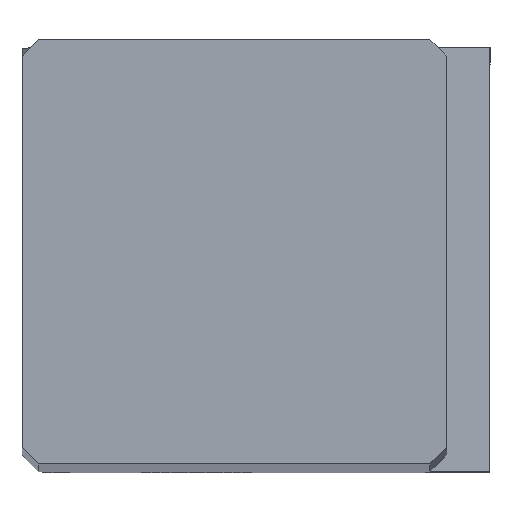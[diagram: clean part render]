
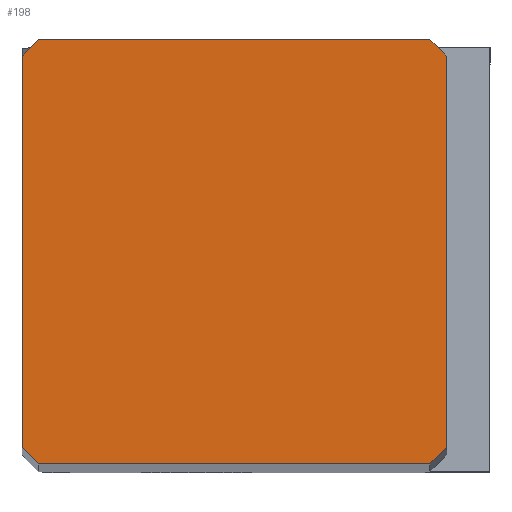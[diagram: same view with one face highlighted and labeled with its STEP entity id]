
A CAD part, top view. The second image highlights one B-rep face of the part: STEP entity #198.
In plain terms, the highlighted planar face has unit normal (0, 0, 1).
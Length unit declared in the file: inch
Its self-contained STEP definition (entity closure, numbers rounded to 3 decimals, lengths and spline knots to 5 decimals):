
#126=FACE_OUTER_BOUND('',#317,.T.);
#198=ADVANCED_FACE('',(#126),#262,.T.);
#262=PLANE('',#1587);
#317=EDGE_LOOP('',(#481,#482,#483,#484,#485,#486,#487,#488));
#481=ORIENTED_EDGE('',*,*,#981,.T.);
#482=ORIENTED_EDGE('',*,*,#982,.F.);
#483=ORIENTED_EDGE('',*,*,#983,.F.);
#484=ORIENTED_EDGE('',*,*,#984,.F.);
#485=ORIENTED_EDGE('',*,*,#980,.F.);
#486=ORIENTED_EDGE('',*,*,#970,.F.);
#487=ORIENTED_EDGE('',*,*,#966,.F.);
#488=ORIENTED_EDGE('',*,*,#985,.F.);
#815=VERTEX_POINT('',#2244);
#816=VERTEX_POINT('',#2246);
#819=VERTEX_POINT('',#2254);
#826=VERTEX_POINT('',#2272);
#827=VERTEX_POINT('',#2276);
#828=VERTEX_POINT('',#2277);
#829=VERTEX_POINT('',#2279);
#830=VERTEX_POINT('',#2281);
#966=EDGE_CURVE('',#815,#816,#1276,.T.);
#970=EDGE_CURVE('',#816,#819,#1278,.T.);
#980=EDGE_CURVE('',#819,#826,#1288,.T.);
#981=EDGE_CURVE('',#827,#828,#1289,.T.);
#982=EDGE_CURVE('',#829,#828,#1290,.T.);
#983=EDGE_CURVE('',#830,#829,#1291,.T.);
#984=EDGE_CURVE('',#826,#830,#1292,.T.);
#985=EDGE_CURVE('',#827,#815,#1293,.T.);
#1276=LINE('',#2245,#1395);
#1278=LINE('',#2253,#1397);
#1288=LINE('',#2273,#1407);
#1289=LINE('',#2275,#1408);
#1290=LINE('',#2278,#1409);
#1291=LINE('',#2280,#1410);
#1292=LINE('',#2282,#1411);
#1293=LINE('',#2283,#1412);
#1395=VECTOR('',#1823,1.);
#1397=VECTOR('',#1831,1.);
#1407=VECTOR('',#1845,1.);
#1408=VECTOR('',#1848,1.);
#1409=VECTOR('',#1849,1.);
#1410=VECTOR('',#1850,1.);
#1411=VECTOR('',#1851,1.);
#1412=VECTOR('',#1852,1.);
#1587=AXIS2_PLACEMENT_3D('',#2284,#1853,#1854);
#1823=DIRECTION('',(-1.,0.,0.));
#1831=DIRECTION('',(-0.707,0.707,0.));
#1845=DIRECTION('',(0.,1.,0.));
#1848=DIRECTION('',(0.,1.,0.));
#1849=DIRECTION('',(0.707,-0.707,0.));
#1850=DIRECTION('',(1.,0.,0.));
#1851=DIRECTION('',(0.707,0.707,0.));
#1852=DIRECTION('',(-0.707,-0.707,0.));
#1853=DIRECTION('',(0.,0.,1.));
#1854=DIRECTION('',(1.,0.,0.));
#2244=CARTESIAN_POINT('',(-0.01969,0.,0.));
#2245=CARTESIAN_POINT('',(-0.01969,0.,0.));
#2246=CARTESIAN_POINT('',(-0.48031,0.,0.));
#2253=CARTESIAN_POINT('',(-0.48031,0.,0.));
#2254=CARTESIAN_POINT('',(-0.5,0.01969,0.));
#2272=CARTESIAN_POINT('',(-0.5,0.48031,0.));
#2273=CARTESIAN_POINT('',(-0.5,0.01969,0.));
#2275=CARTESIAN_POINT('',(0.,0.01969,0.));
#2276=CARTESIAN_POINT('',(0.,0.01969,0.));
#2277=CARTESIAN_POINT('',(0.,0.48031,0.));
#2278=CARTESIAN_POINT('',(-0.01969,0.5,0.));
#2279=CARTESIAN_POINT('',(-0.01969,0.5,0.));
#2280=CARTESIAN_POINT('',(-0.48031,0.5,0.));
#2281=CARTESIAN_POINT('',(-0.48031,0.5,0.));
#2282=CARTESIAN_POINT('',(-0.5,0.48031,0.));
#2283=CARTESIAN_POINT('',(0.,0.01969,0.));
#2284=CARTESIAN_POINT('',(-0.25,0.25,0.));
